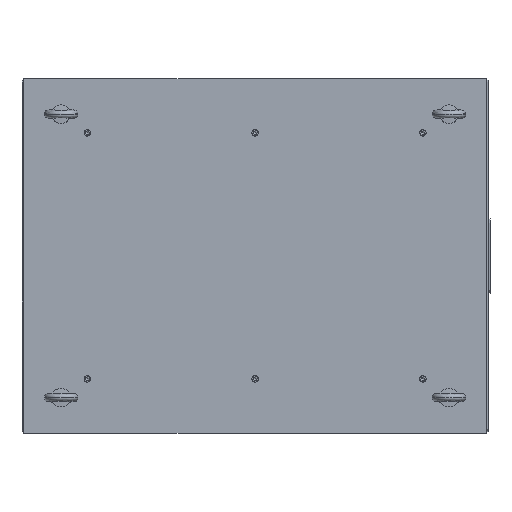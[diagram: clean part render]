
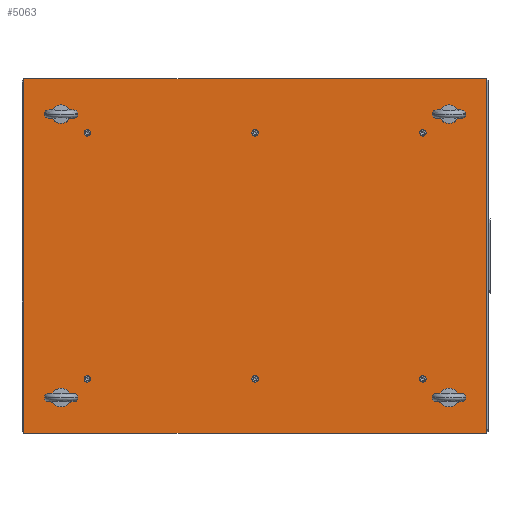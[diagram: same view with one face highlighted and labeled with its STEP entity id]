
A CAD part, top view. The second image highlights one B-rep face of the part: STEP entity #5063.
In plain terms, the highlighted planar face has unit normal (0, 0, 1).
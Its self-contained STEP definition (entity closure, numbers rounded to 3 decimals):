
#214=FACE_BOUND('',#749,.T.);
#215=FACE_BOUND('',#750,.T.);
#216=FACE_BOUND('',#751,.T.);
#217=FACE_BOUND('',#752,.T.);
#218=FACE_BOUND('',#753,.T.);
#219=FACE_BOUND('',#754,.T.);
#220=FACE_BOUND('',#755,.T.);
#221=FACE_BOUND('',#756,.T.);
#222=FACE_BOUND('',#757,.T.);
#223=FACE_BOUND('',#758,.T.);
#276=PLANE('',#5417);
#454=FACE_OUTER_BOUND('',#748,.T.);
#748=EDGE_LOOP('',(#3290,#3291,#3292,#3293));
#749=EDGE_LOOP('',(#3294));
#750=EDGE_LOOP('',(#3295));
#751=EDGE_LOOP('',(#3296));
#752=EDGE_LOOP('',(#3297));
#753=EDGE_LOOP('',(#3298));
#754=EDGE_LOOP('',(#3299));
#755=EDGE_LOOP('',(#3300));
#756=EDGE_LOOP('',(#3301));
#757=EDGE_LOOP('',(#3302));
#758=EDGE_LOOP('',(#3303));
#1098=LINE('',#7579,#1456);
#1102=LINE('',#7586,#1460);
#1105=LINE('',#7592,#1463);
#1107=LINE('',#7595,#1465);
#1456=VECTOR('',#6055,10.);
#1460=VECTOR('',#6061,10.);
#1463=VECTOR('',#6066,10.);
#1465=VECTOR('',#6070,10.);
#1804=CIRCLE('',#5376,10.376);
#1807=CIRCLE('',#5380,10.376);
#1810=CIRCLE('',#5384,10.376);
#1813=CIRCLE('',#5388,10.376);
#1816=CIRCLE('',#5392,8.647);
#1819=CIRCLE('',#5396,8.647);
#1822=CIRCLE('',#5400,8.647);
#1825=CIRCLE('',#5404,8.647);
#1828=CIRCLE('',#5408,8.647);
#1831=CIRCLE('',#5412,8.647);
#2040=VERTEX_POINT('',#7497);
#2043=VERTEX_POINT('',#7505);
#2046=VERTEX_POINT('',#7513);
#2049=VERTEX_POINT('',#7521);
#2052=VERTEX_POINT('',#7529);
#2055=VERTEX_POINT('',#7537);
#2058=VERTEX_POINT('',#7545);
#2061=VERTEX_POINT('',#7553);
#2064=VERTEX_POINT('',#7561);
#2067=VERTEX_POINT('',#7569);
#2070=VERTEX_POINT('',#7576);
#2071=VERTEX_POINT('',#7578);
#2073=VERTEX_POINT('',#7584);
#2075=VERTEX_POINT('',#7590);
#2505=EDGE_CURVE('',#2040,#2040,#1804,.T.);
#2509=EDGE_CURVE('',#2043,#2043,#1807,.T.);
#2513=EDGE_CURVE('',#2046,#2046,#1810,.T.);
#2517=EDGE_CURVE('',#2049,#2049,#1813,.T.);
#2521=EDGE_CURVE('',#2052,#2052,#1816,.T.);
#2525=EDGE_CURVE('',#2055,#2055,#1819,.T.);
#2529=EDGE_CURVE('',#2058,#2058,#1822,.T.);
#2533=EDGE_CURVE('',#2061,#2061,#1825,.T.);
#2537=EDGE_CURVE('',#2064,#2064,#1828,.T.);
#2541=EDGE_CURVE('',#2067,#2067,#1831,.T.);
#2544=EDGE_CURVE('',#2070,#2071,#1098,.T.);
#2548=EDGE_CURVE('',#2073,#2070,#1102,.T.);
#2551=EDGE_CURVE('',#2075,#2073,#1105,.T.);
#2553=EDGE_CURVE('',#2071,#2075,#1107,.T.);
#3290=ORIENTED_EDGE('',*,*,#2553,.F.);
#3291=ORIENTED_EDGE('',*,*,#2544,.F.);
#3292=ORIENTED_EDGE('',*,*,#2548,.F.);
#3293=ORIENTED_EDGE('',*,*,#2551,.F.);
#3294=ORIENTED_EDGE('',*,*,#2505,.T.);
#3295=ORIENTED_EDGE('',*,*,#2509,.T.);
#3296=ORIENTED_EDGE('',*,*,#2513,.T.);
#3297=ORIENTED_EDGE('',*,*,#2517,.T.);
#3298=ORIENTED_EDGE('',*,*,#2521,.T.);
#3299=ORIENTED_EDGE('',*,*,#2525,.T.);
#3300=ORIENTED_EDGE('',*,*,#2529,.T.);
#3301=ORIENTED_EDGE('',*,*,#2533,.T.);
#3302=ORIENTED_EDGE('',*,*,#2537,.T.);
#3303=ORIENTED_EDGE('',*,*,#2541,.T.);
#5063=ADVANCED_FACE('',(#454,#214,#215,#216,#217,#218,#219,#220,#221,#222,
#223),#276,.F.);
#5376=AXIS2_PLACEMENT_3D('',#7499,#5968,#5969);
#5380=AXIS2_PLACEMENT_3D('',#7507,#5977,#5978);
#5384=AXIS2_PLACEMENT_3D('',#7515,#5986,#5987);
#5388=AXIS2_PLACEMENT_3D('',#7523,#5995,#5996);
#5392=AXIS2_PLACEMENT_3D('',#7531,#6004,#6005);
#5396=AXIS2_PLACEMENT_3D('',#7539,#6013,#6014);
#5400=AXIS2_PLACEMENT_3D('',#7547,#6022,#6023);
#5404=AXIS2_PLACEMENT_3D('',#7555,#6031,#6032);
#5408=AXIS2_PLACEMENT_3D('',#7563,#6040,#6041);
#5412=AXIS2_PLACEMENT_3D('',#7571,#6049,#6050);
#5417=AXIS2_PLACEMENT_3D('',#7596,#6071,#6072);
#5968=DIRECTION('center_axis',(0.,0.,-1.));
#5969=DIRECTION('ref_axis',(1.,0.,0.));
#5977=DIRECTION('center_axis',(0.,0.,-1.));
#5978=DIRECTION('ref_axis',(1.,0.,0.));
#5986=DIRECTION('center_axis',(0.,0.,-1.));
#5987=DIRECTION('ref_axis',(1.,0.,0.));
#5995=DIRECTION('center_axis',(0.,0.,-1.));
#5996=DIRECTION('ref_axis',(1.,0.,0.));
#6004=DIRECTION('center_axis',(0.,0.,-1.));
#6005=DIRECTION('ref_axis',(1.,0.,0.));
#6013=DIRECTION('center_axis',(0.,0.,-1.));
#6014=DIRECTION('ref_axis',(1.,0.,0.));
#6022=DIRECTION('center_axis',(0.,0.,-1.));
#6023=DIRECTION('ref_axis',(1.,0.,0.));
#6031=DIRECTION('center_axis',(0.,0.,-1.));
#6032=DIRECTION('ref_axis',(1.,0.,0.));
#6040=DIRECTION('center_axis',(0.,0.,-1.));
#6041=DIRECTION('ref_axis',(1.,0.,0.));
#6049=DIRECTION('center_axis',(0.,0.,-1.));
#6050=DIRECTION('ref_axis',(1.,0.,0.));
#6055=DIRECTION('',(0.,1.,0.));
#6061=DIRECTION('',(-1.,0.,0.));
#6066=DIRECTION('',(0.,-1.,0.));
#6070=DIRECTION('',(1.,0.,0.));
#6071=DIRECTION('center_axis',(0.,0.,-1.));
#6072=DIRECTION('ref_axis',(1.,0.,0.));
#7497=CARTESIAN_POINT('',(-530.376,380.,142.));
#7499=CARTESIAN_POINT('Origin',(-520.,380.,142.));
#7505=CARTESIAN_POINT('',(-530.376,-380.,142.));
#7507=CARTESIAN_POINT('Origin',(-520.,-380.,142.));
#7513=CARTESIAN_POINT('',(509.624,-380.,142.));
#7515=CARTESIAN_POINT('Origin',(520.,-380.,142.));
#7521=CARTESIAN_POINT('',(509.624,380.,142.));
#7523=CARTESIAN_POINT('Origin',(520.,380.,142.));
#7529=CARTESIAN_POINT('',(-8.647,330.,142.));
#7531=CARTESIAN_POINT('Origin',(0.,330.,142.));
#7537=CARTESIAN_POINT('',(441.353,-330.,142.));
#7539=CARTESIAN_POINT('Origin',(450.,-330.,142.));
#7545=CARTESIAN_POINT('',(-458.647,-330.,142.));
#7547=CARTESIAN_POINT('Origin',(-450.,-330.,142.));
#7553=CARTESIAN_POINT('',(-8.647,-330.,142.));
#7555=CARTESIAN_POINT('Origin',(0.,-330.,142.));
#7561=CARTESIAN_POINT('',(-458.647,330.,142.));
#7563=CARTESIAN_POINT('Origin',(-450.,330.,142.));
#7569=CARTESIAN_POINT('',(441.353,330.,142.));
#7571=CARTESIAN_POINT('Origin',(450.,330.,142.));
#7576=CARTESIAN_POINT('',(-620.,-475.5,142.));
#7578=CARTESIAN_POINT('',(-620.,475.5,142.));
#7579=CARTESIAN_POINT('',(-620.,-475.5,142.));
#7584=CARTESIAN_POINT('',(620.,-475.5,142.));
#7586=CARTESIAN_POINT('',(620.,-475.5,142.));
#7590=CARTESIAN_POINT('',(620.,475.5,142.));
#7592=CARTESIAN_POINT('',(620.,475.5,142.));
#7595=CARTESIAN_POINT('',(-620.,475.5,142.));
#7596=CARTESIAN_POINT('Origin',(0.,0.,
142.));
